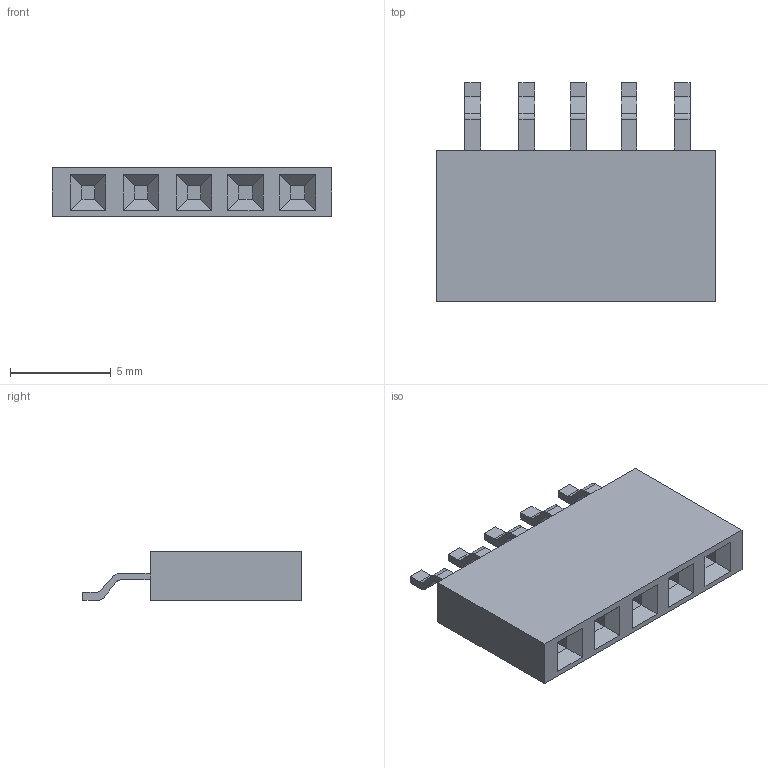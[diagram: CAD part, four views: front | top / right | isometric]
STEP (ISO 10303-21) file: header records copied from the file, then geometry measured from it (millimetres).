
FILE_DESCRIPTION(/* description */ ('Unknown'),/* implementation_level */ '2;1');
FILE_NAME(/* name */ 'SMH-105-02-F-D',/* time_stamp */ '2023-01-09T14:15:45+02:00',/* author */ ('Unknown'),/* organization */ ('Unknown'),/* preprocessor_version */ 'ST-DEVELOPER v18.102',/* originating_system */ 'Solid Edge',/* authorisation */ 'Unknown');
FILE_SCHEMA (('AUTOMOTIVE_DESIGN {1 0 10303 214 3 1 1}'));
Length unit declared in the file: millimetre
Products named in the file (1): SMH-105-02-F-D
Bounding box: 13.88 x 10.87 x 2.41 mm (x, y, z)
Volume: 240.7 mm3; surface area: 428.3 mm2
Topology: 1 solids, 1 shells, 116 faces, 292 edges, 188 vertices
Faces by surface type: plane 96, cylinder 20
Entity records: 4252 total; most frequent: CARTESIAN_POINT 597, ORIENTED_EDGE 584, DIRECTION 566, EDGE_CURVE 292, LINE 252, VECTOR 252, VERTEX_POINT 188, AXIS2_PLACEMENT_3D 157
